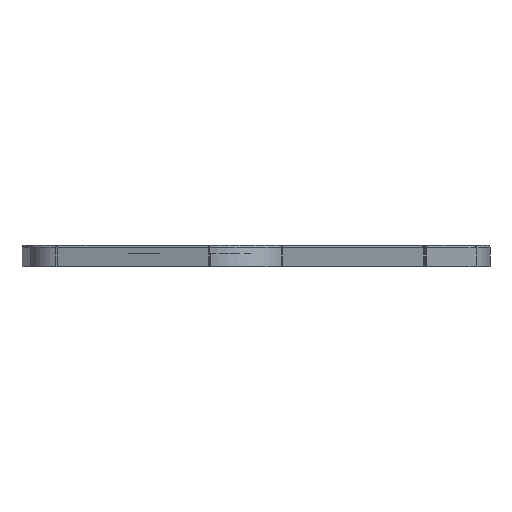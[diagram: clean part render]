
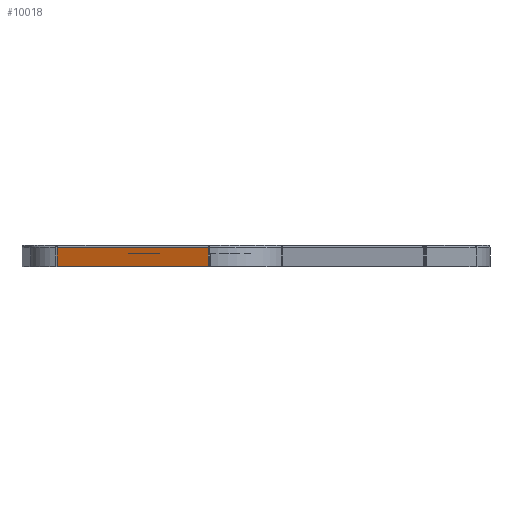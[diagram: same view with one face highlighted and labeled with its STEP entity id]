
A CAD part, left-side view. The second image highlights one B-rep face of the part: STEP entity #10018.
In plain terms, the highlighted planar face has unit normal (-0.937, 0.35, 0).
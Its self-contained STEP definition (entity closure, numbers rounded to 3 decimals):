
#188=PLANE('',#10661);
#681=LINE('',#14143,#1932);
#768=LINE('',#15121,#2019);
#803=LINE('',#15304,#2054);
#804=LINE('',#15306,#2055);
#1932=VECTOR('',#11337,10.);
#2019=VECTOR('',#11558,10.);
#2054=VECTOR('',#11653,10.);
#2055=VECTOR('',#11656,10.);
#3353=FACE_OUTER_BOUND('',#3917,.T.);
#3917=EDGE_LOOP('',(#7447,#7448,#7449,#7450));
#4726=VERTEX_POINT('',#14140);
#4727=VERTEX_POINT('',#14142);
#4815=VERTEX_POINT('',#14689);
#4850=VERTEX_POINT('',#15084);
#5689=EDGE_CURVE('',#4726,#4727,#681,.T.);
#5840=EDGE_CURVE('',#4815,#4850,#768,.T.);
#5886=EDGE_CURVE('',#4726,#4850,#803,.T.);
#5887=EDGE_CURVE('',#4727,#4815,#804,.T.);
#7447=ORIENTED_EDGE('',*,*,#5840,.F.);
#7448=ORIENTED_EDGE('',*,*,#5887,.F.);
#7449=ORIENTED_EDGE('',*,*,#5689,.F.);
#7450=ORIENTED_EDGE('',*,*,#5886,.T.);
#10018=ADVANCED_FACE('',(#3353),#188,.T.);
#10661=AXIS2_PLACEMENT_3D('',#15305,#11654,#11655);
#11337=DIRECTION('',(0.35,0.937,0.));
#11558=DIRECTION('',(-0.35,-0.937,0.));
#11653=DIRECTION('',(0.,0.,1.));
#11654=DIRECTION('center_axis',(-0.937,0.35,0.));
#11655=DIRECTION('ref_axis',(-0.35,-0.937,0.));
#11656=DIRECTION('',(0.,0.,1.));
#14140=CARTESIAN_POINT('',(-128.707,13.229,-2.04));
#14142=CARTESIAN_POINT('',(-113.125,54.906,-2.04));
#14143=CARTESIAN_POINT('',(-113.125,54.906,-2.04));
#14689=CARTESIAN_POINT('',(-113.125,54.906,3.16));
#15084=CARTESIAN_POINT('',(-128.707,13.229,3.16));
#15121=CARTESIAN_POINT('',(-115.193,49.374,3.16));
#15304=CARTESIAN_POINT('',(-128.707,13.229,1.56));
#15305=CARTESIAN_POINT('Origin',(-113.125,54.906,1.56));
#15306=CARTESIAN_POINT('',(-113.125,54.906,1.56));
